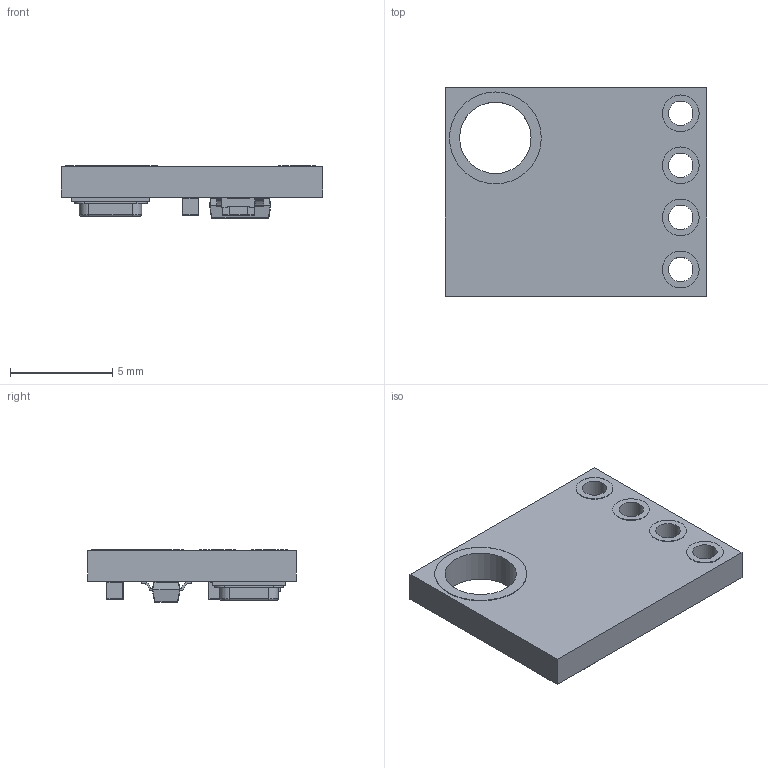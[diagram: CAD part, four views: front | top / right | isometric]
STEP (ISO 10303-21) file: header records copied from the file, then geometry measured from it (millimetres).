
FILE_DESCRIPTION(/* description */ (''),/* implementation_level */ '2;1');
FILE_NAME(/* name */ 'AHT10 Breakout.step',/* time_stamp */ '2022-09-18T22:19:20-03:00',/* author */ (''),/* organization */ (''),/* preprocessor_version */ 'ST-DEVELOPER v19',/* originating_system */ 'Autodesk Translation Framework v11.7.0.108',/* authorisation */ '');
FILE_SCHEMA (('AUTOMOTIVE_DESIGN { 1 0 10303 214 3 1 1 }'));
Length unit declared in the file: millimetre
Products named in the file (7): (Sin guardar); Components; SOT23SMD v1; BMP180 v1; BMP180; r-smd-0603; c-smd-0603
Assembly tree (9 placements, depth 4):
  (Sin guardar)
    Components
      r-smd-0603  x2
      c-smd-0603  x3
      SOT23SMD v1
      BMP180 v1
        BMP180
Bounding box: 12.8 x 10.2 x 2.56 mm (x, y, z)
Volume: 192.8 mm3; surface area: 430 mm2
Topology: 11 solids, 11 shells, 1782 faces, 4820 edges, 3102 vertices
Faces by surface type: plane 1405, bspline 168, cylinder 157, sphere 48, torus 4
Full cylindrical faces by diameter (mm): 0.5 x1, 1.2 x4, 1.8 x8, 3.5 x1, 4.5 x2
Entity records: 27895 total; most frequent: CARTESIAN_POINT 8222, ORIENTED_EDGE 4156, DIRECTION 3720, EDGE_CURVE 2078, LINE 1768, VECTOR 1768, VERTEX_POINT 1348, AXIS2_PLACEMENT_3D 976
